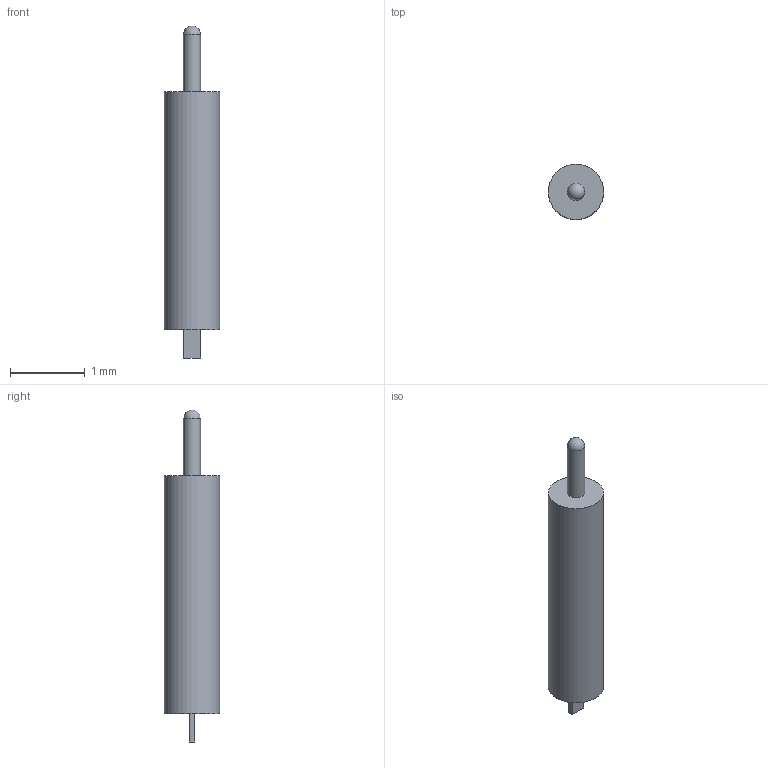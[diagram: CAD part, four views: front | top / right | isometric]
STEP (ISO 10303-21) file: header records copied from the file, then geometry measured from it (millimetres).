
FILE_DESCRIPTION (( 'STEP AP203' ), '1' );
FILE_NAME ('FM1016-2_3D.step', '2021-04-21T15:58:07', ( '' ), ( '' ), 'SwSTEP 2.0', 'SolidWorks 2020', '' );
FILE_SCHEMA (( 'CONFIG_CONTROL_DESIGN' ));
Length unit declared in the file: millimetre
Products named in the file (1): FM1016-2_3D
Bounding box: 0.74 x 0.74 x 4.44 mm (x, y, z)
Volume: 1.4 mm3; surface area: 13.7 mm2
Topology: 2 solids, 2 shells, 11 faces, 25 edges, 16 vertices
Faces by surface type: plane 7, cylinder 3, sphere 1
Full cylindrical faces by diameter (mm): 0.23 x2, 0.74 x1
Entity records: 339 total; most frequent: DIRECTION 50, CARTESIAN_POINT 42, ORIENTED_EDGE 34, AXIS2_PLACEMENT_3D 21, EDGE_CURVE 17, EDGE_LOOP 16, FACE_OUTER_BOUND 14, VERTEX_POINT 13
